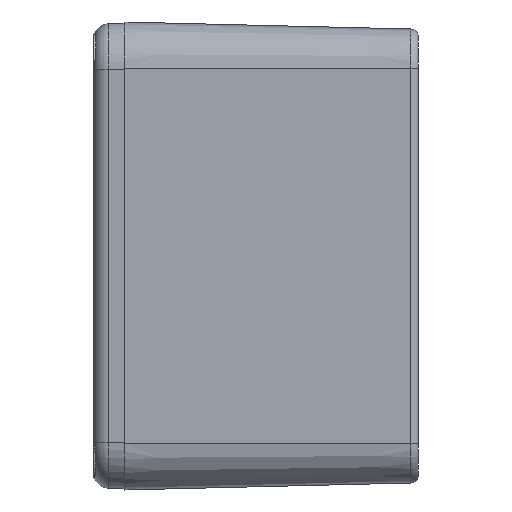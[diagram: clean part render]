
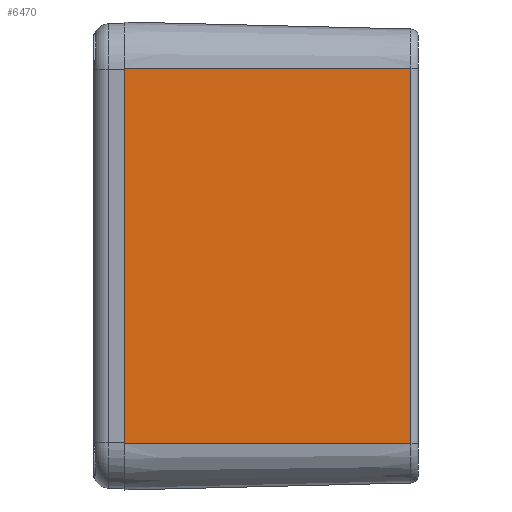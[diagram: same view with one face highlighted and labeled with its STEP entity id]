
A CAD part, left-side view. The second image highlights one B-rep face of the part: STEP entity #6470.
In plain terms, the highlighted face is planar.
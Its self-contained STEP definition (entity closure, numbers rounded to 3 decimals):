
#550=PLANE('',#6865);
#1065=LINE('',#11291,#1632);
#1068=LINE('',#11298,#1635);
#1074=LINE('',#11314,#1641);
#1075=LINE('',#11315,#1642);
#1632=VECTOR('',#8046,48.5);
#1635=VECTOR('',#8053,37.035);
#1641=VECTOR('',#8071,48.5);
#1642=VECTOR('',#8072,37.035);
#2100=FACE_OUTER_BOUND('',#2504,.T.);
#2504=EDGE_LOOP('',(#5664,#5665,#5666,#5667));
#3217=VERTEX_POINT('',#11279);
#3220=VERTEX_POINT('',#11286);
#3222=VERTEX_POINT('',#11296);
#3226=VERTEX_POINT('',#11313);
#4065=EDGE_CURVE('',#3217,#3220,#1065,.T.);
#4069=EDGE_CURVE('',#3222,#3217,#1068,.T.);
#4076=EDGE_CURVE('',#3226,#3222,#1074,.T.);
#4077=EDGE_CURVE('',#3226,#3220,#1075,.T.);
#5664=ORIENTED_EDGE('',*,*,#4065,.F.);
#5665=ORIENTED_EDGE('',*,*,#4069,.F.);
#5666=ORIENTED_EDGE('',*,*,#4076,.F.);
#5667=ORIENTED_EDGE('',*,*,#4077,.T.);
#6470=ADVANCED_FACE('',(#2100),#550,.T.);
#6865=AXIS2_PLACEMENT_3D('',#11312,#8069,#8070);
#8046=DIRECTION('',(0.,1.,0.));
#8053=DIRECTION('',(0.024,0.,-1.));
#8069=DIRECTION('center_axis',(-1.,0.,-0.024));
#8070=DIRECTION('ref_axis',(0.,1.,0.));
#8071=DIRECTION('',(0.,-1.,0.));
#8072=DIRECTION('',(0.024,0.,-1.));
#11279=CARTESIAN_POINT('',(-55.095,-24.25,-37.024));
#11286=CARTESIAN_POINT('',(-55.095,24.25,-37.024));
#11291=CARTESIAN_POINT('',(-55.095,12.125,-37.024));
#11296=CARTESIAN_POINT('',(-56.,-24.25,0.));
#11298=CARTESIAN_POINT('',(-56.,-24.25,0.));
#11312=CARTESIAN_POINT('Origin',(-56.,24.25,0.));
#11313=CARTESIAN_POINT('',(-56.,24.25,0.));
#11314=CARTESIAN_POINT('',(-56.,24.25,0.));
#11315=CARTESIAN_POINT('',(-56.,24.25,0.));
